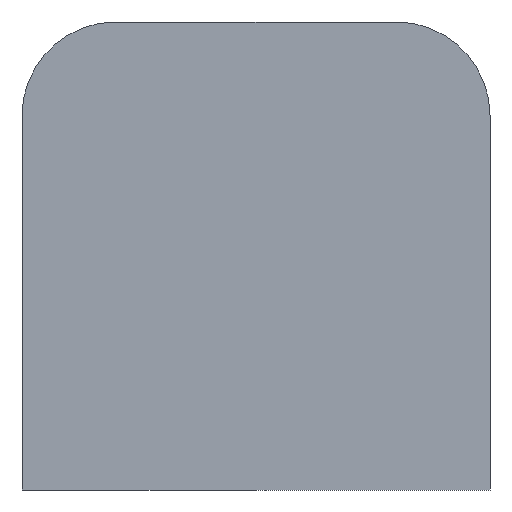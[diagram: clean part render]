
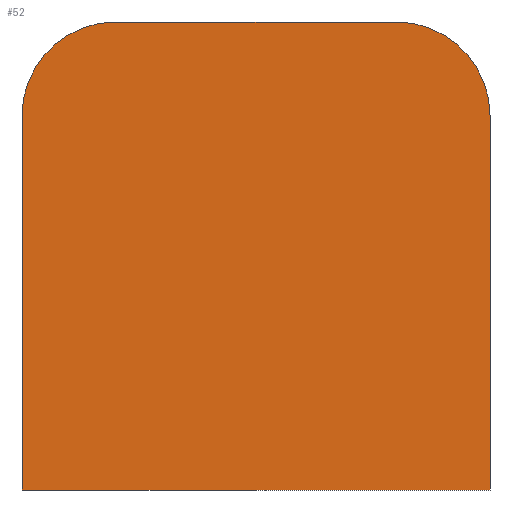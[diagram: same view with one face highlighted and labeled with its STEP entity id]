
A CAD part, front view. The second image highlights one B-rep face of the part: STEP entity #52.
In plain terms, the highlighted planar face has unit normal (0, -1, 0).
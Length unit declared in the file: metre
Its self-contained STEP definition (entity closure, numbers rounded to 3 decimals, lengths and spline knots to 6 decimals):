
#52 = ADVANCED_FACE( '', ( #104 ), #105, .T. );
#104 = FACE_OUTER_BOUND( '', #153, .T. );
#105 = PLANE( '', #154 );
#153 = EDGE_LOOP( '', ( #243, #244, #245, #246, #247, #248 ) );
#154 = AXIS2_PLACEMENT_3D( '', #249, #250, #251 );
#243 = ORIENTED_EDGE( '', *, *, #305, .T. );
#244 = ORIENTED_EDGE( '', *, *, #330, .T. );
#245 = ORIENTED_EDGE( '', *, *, #323, .F. );
#246 = ORIENTED_EDGE( '', *, *, #338, .T. );
#247 = ORIENTED_EDGE( '', *, *, #335, .F. );
#248 = ORIENTED_EDGE( '', *, *, #339, .T. );
#249 = CARTESIAN_POINT( '', ( -2.25, -0.175, -0.025 ) );
#250 = DIRECTION( '', ( 0., -1., 0. ) );
#251 = DIRECTION( '', ( 1., 0., 0. ) );
#305 = EDGE_CURVE( '', #358, #356, #359, .T. );
#323 = EDGE_CURVE( '', #386, #384, #388, .T. );
#330 = EDGE_CURVE( '', #356, #384, #398, .T. );
#335 = EDGE_CURVE( '', #404, #406, #407, .T. );
#338 = EDGE_CURVE( '', #386, #406, #410, .T. );
#339 = EDGE_CURVE( '', #404, #358, #411, .T. );
#356 = VERTEX_POINT( '', #431 );
#358 = VERTEX_POINT( '', #434 );
#359 = LINE( '', #435, #436 );
#384 = VERTEX_POINT( '', #471 );
#386 = VERTEX_POINT( '', #474 );
#388 = LINE( '', #477, #478 );
#398 = CIRCLE( '', #490, 0.05 );
#404 = VERTEX_POINT( '', #498 );
#406 = VERTEX_POINT( '', #501 );
#407 = LINE( '', #502, #503 );
#410 = CIRCLE( '', #507, 0.05 );
#411 = LINE( '', #508, #509 );
#431 = CARTESIAN_POINT( '', ( -2.125, -0.175, 0.05 ) );
#434 = CARTESIAN_POINT( '', ( -2.125, -0.175, -0.15 ) );
#435 = CARTESIAN_POINT( '', ( -2.125, -0.175, -0.025 ) );
#436 = VECTOR( '', #530, 1. );
#471 = CARTESIAN_POINT( '', ( -2.175, -0.175, 0.1 ) );
#474 = CARTESIAN_POINT( '', ( -2.325, -0.175, 0.1 ) );
#477 = CARTESIAN_POINT( '', ( -2.25, -0.175, 0.1 ) );
#478 = VECTOR( '', #549, 1. );
#490 = AXIS2_PLACEMENT_3D( '', #558, #559, #560 );
#498 = CARTESIAN_POINT( '', ( -2.375, -0.175, -0.15 ) );
#501 = CARTESIAN_POINT( '', ( -2.375, -0.175, 0.05 ) );
#502 = CARTESIAN_POINT( '', ( -2.375, -0.175, -0.025 ) );
#503 = VECTOR( '', #564, 1. );
#507 = AXIS2_PLACEMENT_3D( '', #566, #567, #568 );
#508 = CARTESIAN_POINT( '', ( -2.25, -0.175, -0.15 ) );
#509 = VECTOR( '', #569, 1. );
#530 = DIRECTION( '', ( 0., 0., 1. ) );
#549 = DIRECTION( '', ( 1., 0., 0. ) );
#558 = CARTESIAN_POINT( '', ( -2.175, -0.175, 0.05 ) );
#559 = DIRECTION( '', ( 0., -1., 0. ) );
#560 = DIRECTION( '', ( 0., 0., -1. ) );
#564 = DIRECTION( '', ( 0., 0., 1. ) );
#566 = CARTESIAN_POINT( '', ( -2.325, -0.175, 0.05 ) );
#567 = DIRECTION( '', ( 0., -1., 0. ) );
#568 = DIRECTION( '', ( 0., 0., -1. ) );
#569 = DIRECTION( '', ( 1., 0., 0. ) );
